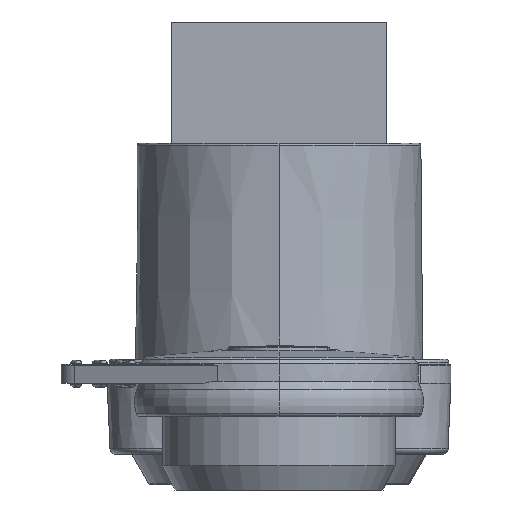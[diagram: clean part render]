
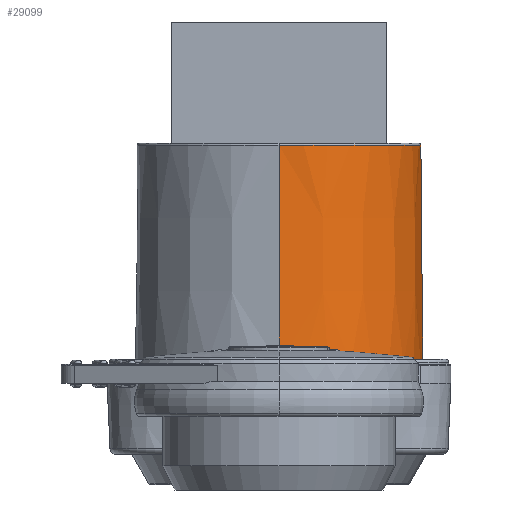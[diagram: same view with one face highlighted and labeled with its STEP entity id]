
A CAD part, front view. The second image highlights one B-rep face of the part: STEP entity #29099.
In plain terms, the highlighted conical face has half-angle 0.5 degrees and reference radius 11.796 mm.
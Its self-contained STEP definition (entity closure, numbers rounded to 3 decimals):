
#7987=CARTESIAN_POINT('',(0.,0.,
-5.3));
#7988=DIRECTION('',(0.,0.,1.));
#7989=DIRECTION('',(0.,-1.,0.));
#7990=AXIS2_PLACEMENT_3D('',#7987,#7988,#7989);
#8616=DIRECTION('',(-0.009,0.,1.));
#8617=VECTOR('',#8616,18.052);
#8618=CARTESIAN_POINT('',(11.874,0.,
-5.3));
#8619=LINE('',#8618,#8617);
#8620=DIRECTION('',(0.,-0.009,-1.));
#8621=VECTOR('',#8620,18.052);
#8622=CARTESIAN_POINT('',(0.,-11.717,
12.752));
#8623=LINE('',#8622,#8621);
#8644=CARTESIAN_POINT('',(0.,0.,
12.752));
#8645=DIRECTION('',(0.,0.,-1.));
#8646=DIRECTION('',(1.,0.,0.));
#8647=AXIS2_PLACEMENT_3D('',#8644,#8645,#8646);
#16824=CARTESIAN_POINT('',(0.,-11.874,
-5.3));
#16825=CARTESIAN_POINT('',(11.874,0.,
-5.3));
#16826=VERTEX_POINT('',#16824);
#16827=VERTEX_POINT('',#16825);
#16958=CARTESIAN_POINT('',(0.,-11.717,
12.752));
#16959=VERTEX_POINT('',#16958);
#16960=CARTESIAN_POINT('',(11.717,0.,
12.752));
#16961=VERTEX_POINT('',#16960);
#29085=CARTESIAN_POINT('',(0.,0.,
3.726));
#29086=DIRECTION('',(0.,0.,-1.));
#29087=DIRECTION('',(-1.,0.,0.));
#29088=AXIS2_PLACEMENT_3D('',#29085,#29086,#29087);
#29089=CONICAL_SURFACE('',#29088,11.795,0.5);
#29090=ORIENTED_EDGE('',*,*,#28212,.F.);
#29092=ORIENTED_EDGE('',*,*,#29091,.F.);
#29094=ORIENTED_EDGE('',*,*,#29093,.F.);
#29096=ORIENTED_EDGE('',*,*,#29095,.F.);
#29097=EDGE_LOOP('',(#29090,#29092,#29094,#29096));
#29098=FACE_OUTER_BOUND('',#29097,.F.);
#29099=ADVANCED_FACE('',(#29098),#29089,.T.);
#7991=CIRCLE('',#7990,11.874);
#8648=CIRCLE('',#8647,11.717);
#28212=EDGE_CURVE('',#16826,#16827,#7991,.T.);
#29091=EDGE_CURVE('',#16959,#16826,#8623,.T.);
#29093=EDGE_CURVE('',#16961,#16959,#8648,.T.);
#29095=EDGE_CURVE('',#16827,#16961,#8619,.T.);
